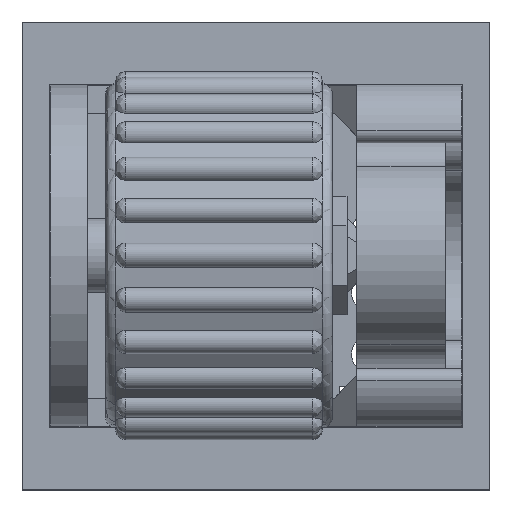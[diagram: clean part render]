
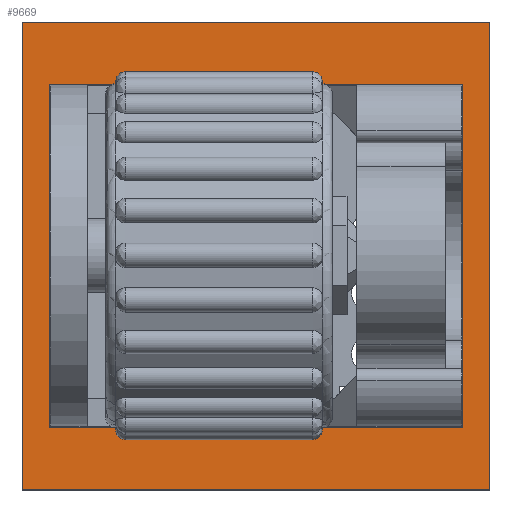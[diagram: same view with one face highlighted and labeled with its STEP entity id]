
A CAD part, top view. The second image highlights one B-rep face of the part: STEP entity #9669.
In plain terms, the highlighted planar face has unit normal (0, 0, 1).
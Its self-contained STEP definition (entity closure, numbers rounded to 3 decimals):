
#9604 = VERTEX_POINT('',#9605);
#9605 = CARTESIAN_POINT('',(9.525,-9.525,
    0.));
#9611 = EDGE_CURVE('',#9604,#9612,#9614,.T.);
#9612 = VERTEX_POINT('',#9613);
#9613 = CARTESIAN_POINT('',(-9.525,-9.525,
    0.));
#9614 = LINE('',#9615,#9616);
#9615 = CARTESIAN_POINT('',(-21.665,-9.525,
    0.));
#9616 = VECTOR('',#9617,1.);
#9617 = DIRECTION('',(-1.,0.,0.));
#9669 = ADVANCED_FACE('',(#9670,#9704),#9729,.T.);
#9670 = FACE_BOUND('',#9671,.T.);
#9671 = EDGE_LOOP('',(#9672,#9682,#9690,#9698));
#9672 = ORIENTED_EDGE('',*,*,#9673,.T.);
#9673 = EDGE_CURVE('',#9674,#9676,#9678,.T.);
#9674 = VERTEX_POINT('',#9675);
#9675 = CARTESIAN_POINT('',(-8.425,7.,
    0.));
#9676 = VERTEX_POINT('',#9677);
#9677 = CARTESIAN_POINT('',(8.425,7.,
    0.));
#9678 = LINE('',#9679,#9680);
#9679 = CARTESIAN_POINT('',(-21.665,7.,
    0.));
#9680 = VECTOR('',#9681,1.);
#9681 = DIRECTION('',(1.,0.,0.));
#9682 = ORIENTED_EDGE('',*,*,#9683,.T.);
#9683 = EDGE_CURVE('',#9676,#9684,#9686,.T.);
#9684 = VERTEX_POINT('',#9685);
#9685 = CARTESIAN_POINT('',(8.425,-7.,
    0.));
#9686 = LINE('',#9687,#9688);
#9687 = CARTESIAN_POINT('',(8.425,-20.156,
    0.));
#9688 = VECTOR('',#9689,1.);
#9689 = DIRECTION('',(0.,-1.,0.));
#9690 = ORIENTED_EDGE('',*,*,#9691,.T.);
#9691 = EDGE_CURVE('',#9684,#9692,#9694,.T.);
#9692 = VERTEX_POINT('',#9693);
#9693 = CARTESIAN_POINT('',(-8.425,-7.,
    0.));
#9694 = LINE('',#9695,#9696);
#9695 = CARTESIAN_POINT('',(-21.665,-7.,
    0.));
#9696 = VECTOR('',#9697,1.);
#9697 = DIRECTION('',(-1.,0.,0.));
#9698 = ORIENTED_EDGE('',*,*,#9699,.T.);
#9699 = EDGE_CURVE('',#9692,#9674,#9700,.T.);
#9700 = LINE('',#9701,#9702);
#9701 = CARTESIAN_POINT('',(-8.425,-20.156,
    0.));
#9702 = VECTOR('',#9703,1.);
#9703 = DIRECTION('',(0.,1.,0.));
#9704 = FACE_BOUND('',#9705,.T.);
#9705 = EDGE_LOOP('',(#9706,#9714,#9722,#9728));
#9706 = ORIENTED_EDGE('',*,*,#9707,.F.);
#9707 = EDGE_CURVE('',#9708,#9604,#9710,.T.);
#9708 = VERTEX_POINT('',#9709);
#9709 = CARTESIAN_POINT('',(9.525,9.525,
    0.));
#9710 = LINE('',#9711,#9712);
#9711 = CARTESIAN_POINT('',(9.525,-20.156,
    0.));
#9712 = VECTOR('',#9713,1.);
#9713 = DIRECTION('',(0.,-1.,0.));
#9714 = ORIENTED_EDGE('',*,*,#9715,.F.);
#9715 = EDGE_CURVE('',#9716,#9708,#9718,.T.);
#9716 = VERTEX_POINT('',#9717);
#9717 = CARTESIAN_POINT('',(-9.525,9.525,
    0.));
#9718 = LINE('',#9719,#9720);
#9719 = CARTESIAN_POINT('',(-21.665,9.525,
    0.));
#9720 = VECTOR('',#9721,1.);
#9721 = DIRECTION('',(1.,0.,0.));
#9722 = ORIENTED_EDGE('',*,*,#9723,.F.);
#9723 = EDGE_CURVE('',#9612,#9716,#9724,.T.);
#9724 = LINE('',#9725,#9726);
#9725 = CARTESIAN_POINT('',(-9.525,-20.156,
    0.));
#9726 = VECTOR('',#9727,1.);
#9727 = DIRECTION('',(0.,1.,0.));
#9728 = ORIENTED_EDGE('',*,*,#9611,.F.);
#9729 = PLANE('',#9730);
#9730 = AXIS2_PLACEMENT_3D('',#9731,#9732,#9733);
#9731 = CARTESIAN_POINT('',(-43.331,-40.412,
    0.));
#9732 = DIRECTION('',(0.,0.,1.));
#9733 = DIRECTION('',(1.,0.,0.));
